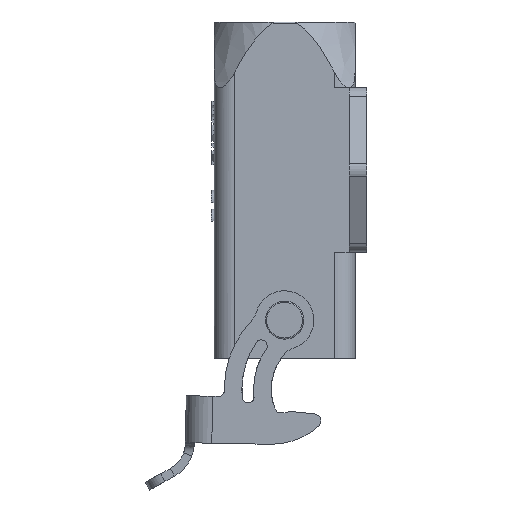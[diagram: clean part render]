
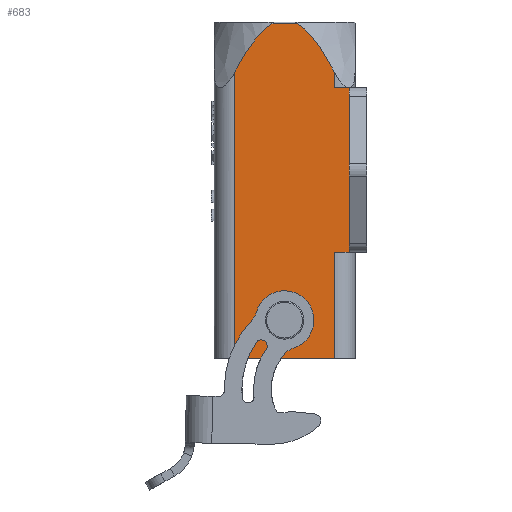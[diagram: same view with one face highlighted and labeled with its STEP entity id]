
A CAD part, left-side view. The second image highlights one B-rep face of the part: STEP entity #683.
In plain terms, the highlighted planar face has unit normal (-1, 0, 0).
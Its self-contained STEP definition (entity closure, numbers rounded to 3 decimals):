
#683=ADVANCED_FACE('NONE',(#1157,#1158),#846,.T.);
#846=PLANE('',#5437);
#1015=CIRCLE('',#5244,2.35);
#1083=CIRCLE('',#5436,2.35);
#1157=FACE_BOUND('',#1416,.T.);
#1158=FACE_BOUND('',#1417,.T.);
#1416=EDGE_LOOP('',(#2731,#2732));
#1417=EDGE_LOOP('',(#2733,#2734,#2735,#2736,#2737,#2738,#2739,#2740,#2741,
#2742));
#1524=B_SPLINE_CURVE_WITH_KNOTS('',3,(#8794,#8795,#8796,#8797,#8798,#8799,
#8800,#8801,#8802,#8803,#8804,#8805,#8806,#8807,#8808,#8809,#8810),
 .UNSPECIFIED.,.F.,.F.,(4,1,1,1,2,2,1,1,2,2,4),(0.,0.25,0.375,0.438,0.469,
0.5,0.625,0.688,0.719,
0.75,1.),.UNSPECIFIED.);
#1526=B_SPLINE_CURVE_WITH_KNOTS('',3,(#8831,#8832,#8833,#8834,#8835,#8836,
#8837,#8838,#8839,#8840,#8841,#8842,#8843,#8844,#8845,#8846),
 .UNSPECIFIED.,.F.,.F.,(4,2,2,2,1,1,2,2,4),(0.,0.125,0.187,
0.25,0.375,0.437,0.469,
0.5,1.),.UNSPECIFIED.);
#2731=ORIENTED_EDGE('',*,*,#4124,.F.);
#2732=ORIENTED_EDGE('',*,*,#3768,.F.);
#2733=ORIENTED_EDGE('',*,*,#4091,.T.);
#2734=ORIENTED_EDGE('',*,*,#4092,.T.);
#2735=ORIENTED_EDGE('',*,*,#4069,.T.);
#2736=ORIENTED_EDGE('',*,*,#4074,.T.);
#2737=ORIENTED_EDGE('',*,*,#4076,.T.);
#2738=ORIENTED_EDGE('',*,*,#4078,.T.);
#2739=ORIENTED_EDGE('',*,*,#4080,.T.);
#2740=ORIENTED_EDGE('',*,*,#4085,.T.);
#2741=ORIENTED_EDGE('',*,*,#4087,.T.);
#2742=ORIENTED_EDGE('',*,*,#4089,.T.);
#3201=VERTEX_POINT('',#7790);
#3202=VERTEX_POINT('',#7792);
#3408=VERTEX_POINT('',#8708);
#3409=VERTEX_POINT('',#8709);
#3410=VERTEX_POINT('',#8738);
#3411=VERTEX_POINT('',#8742);
#3412=VERTEX_POINT('',#8746);
#3413=VERTEX_POINT('',#8751);
#3414=VERTEX_POINT('',#8757);
#3415=VERTEX_POINT('',#8774);
#3416=VERTEX_POINT('',#8793);
#3417=VERTEX_POINT('',#8828);
#3768=EDGE_CURVE('NONE',#3201,#3202,#1015,.T.);
#4069=EDGE_CURVE('NONE',#3408,#3409,#4520,.T.);
#4074=EDGE_CURVE('NONE',#3409,#3410,#4522,.T.);
#4076=EDGE_CURVE('NONE',#3410,#3411,#4523,.T.);
#4078=EDGE_CURVE('NONE',#3411,#3412,#4525,.T.);
#4080=EDGE_CURVE('NONE',#3412,#3413,#4527,.T.);
#4085=EDGE_CURVE('NONE',#3413,#3414,#4530,.T.);
#4087=EDGE_CURVE('NONE',#3414,#3415,#4531,.T.);
#4089=EDGE_CURVE('NONE',#3415,#3416,#1524,.T.);
#4091=EDGE_CURVE('NONE',#3416,#3417,#4532,.T.);
#4092=EDGE_CURVE('NONE',#3417,#3408,#1526,.T.);
#4124=EDGE_CURVE('NONE',#3202,#3201,#1083,.T.);
#4520=LINE('',#8707,#4931);
#4522=LINE('',#8739,#4933);
#4523=LINE('',#8743,#4934);
#4525=LINE('',#8747,#4936);
#4527=LINE('',#8750,#4938);
#4530=LINE('',#8758,#4941);
#4531=LINE('',#8775,#4942);
#4532=LINE('',#8829,#4943);
#4931=VECTOR('',#6694,1.);
#4933=VECTOR('',#6702,1.);
#4934=VECTOR('',#6707,1.);
#4936=VECTOR('',#6711,1.);
#4938=VECTOR('',#6715,1.);
#4941=VECTOR('',#6724,1.);
#4942=VECTOR('',#6727,1.);
#4943=VECTOR('',#6732,1.);
#5244=AXIS2_PLACEMENT_3D('',#7791,#6178,#6179);
#5436=AXIS2_PLACEMENT_3D('',#8954,#6801,#6802);
#5437=AXIS2_PLACEMENT_3D('',#8955,#6803,#6804);
#6178=DIRECTION('',(-1.,0.,0.));
#6179=DIRECTION('',(0.,0.,1.));
#6694=DIRECTION('',(0.,0.,-1.));
#6702=DIRECTION('',(0.,-1.,0.));
#6707=DIRECTION('',(0.,0.,1.));
#6711=DIRECTION('',(0.,-1.,0.));
#6715=DIRECTION('',(0.,0.,1.));
#6724=DIRECTION('',(0.,1.,0.));
#6727=DIRECTION('',(0.,0.,1.));
#6732=DIRECTION('',(0.,1.,0.));
#6801=DIRECTION('',(-1.,0.,0.));
#6802=DIRECTION('',(0.,0.,1.));
#6803=DIRECTION('',(-1.,0.,0.));
#6804=DIRECTION('',(0.,0.,1.));
#7790=CARTESIAN_POINT('',(-12.,14.,-27.95));
#7791=CARTESIAN_POINT('',(-12.,14.,-25.6));
#7792=CARTESIAN_POINT('',(-12.,14.,-23.25));
#8707=CARTESIAN_POINT('',(-12.,22.5,-32.1));
#8708=CARTESIAN_POINT('',(-12.,22.5,16.67));
#8709=CARTESIAN_POINT('',(-12.,22.5,-32.1));
#8738=CARTESIAN_POINT('',(-12.,5.5,-32.1));
#8739=CARTESIAN_POINT('',(-12.,2.,-32.1));
#8742=CARTESIAN_POINT('',(-12.,5.5,-14.));
#8743=CARTESIAN_POINT('',(-12.,5.5,-32.1));
#8746=CARTESIAN_POINT('',(-12.,3.,-14.));
#8747=CARTESIAN_POINT('',(-12.,2.,-14.));
#8750=CARTESIAN_POINT('',(-12.,3.,-32.1));
#8751=CARTESIAN_POINT('',(-12.,3.,14.));
#8757=CARTESIAN_POINT('',(-12.,5.5,14.));
#8758=CARTESIAN_POINT('',(-12.,2.,14.));
#8774=CARTESIAN_POINT('',(-12.,5.5,16.67));
#8775=CARTESIAN_POINT('',(-12.,5.5,-32.1));
#8793=CARTESIAN_POINT('',(-12.,12.027,25.));
#8794=CARTESIAN_POINT('',(-12.,5.5,16.67));
#8795=CARTESIAN_POINT('',(-12.,5.982,17.581));
#8796=CARTESIAN_POINT('',(-12.,6.687,18.838));
#8797=CARTESIAN_POINT('',(-12.,7.48,20.11));
#8798=CARTESIAN_POINT('',(-12.,7.869,20.698));
#8799=CARTESIAN_POINT('',(-12.,8.034,20.94));
#8800=CARTESIAN_POINT('',(-12.,8.144,21.099));
#8801=CARTESIAN_POINT('',(-12.,8.181,21.152));
#8802=CARTESIAN_POINT('',(-12.,8.54,21.66));
#8803=CARTESIAN_POINT('',(-12.,8.965,22.224));
#8804=CARTESIAN_POINT('',(-12.,9.453,22.805));
#8805=CARTESIAN_POINT('',(-12.,9.66,23.037));
#8806=CARTESIAN_POINT('',(-12.,9.798,23.188));
#8807=CARTESIAN_POINT('',(-12.,9.846,23.241));
#8808=CARTESIAN_POINT('',(-12.,10.646,24.082));
#8809=CARTESIAN_POINT('',(-12.,11.344,24.637));
#8810=CARTESIAN_POINT('',(-12.,12.027,25.));
#8828=CARTESIAN_POINT('',(-12.,15.973,25.));
#8829=CARTESIAN_POINT('',(-12.,2.,25.));
#8831=CARTESIAN_POINT('',(-12.,15.973,25.));
#8832=CARTESIAN_POINT('',(-12.,16.335,24.807));
#8833=CARTESIAN_POINT('',(-12.,16.702,24.561));
#8834=CARTESIAN_POINT('',(-12.,17.258,24.11));
#8835=CARTESIAN_POINT('',(-12.,17.413,23.972));
#8836=CARTESIAN_POINT('',(-12.,17.734,23.672));
#8837=CARTESIAN_POINT('',(-12.,17.922,23.485));
#8838=CARTESIAN_POINT('',(-12.,18.333,23.053));
#8839=CARTESIAN_POINT('',(-12.,18.749,22.577));
#8840=CARTESIAN_POINT('',(-12.,19.244,21.943));
#8841=CARTESIAN_POINT('',(-12.,19.459,21.654));
#8842=CARTESIAN_POINT('',(-12.,19.602,21.458));
#8843=CARTESIAN_POINT('',(-12.,19.691,21.333));
#8844=CARTESIAN_POINT('',(-12.,20.618,20.023));
#8845=CARTESIAN_POINT('',(-12.,21.536,18.494));
#8846=CARTESIAN_POINT('',(-12.,22.5,16.67));
#8954=CARTESIAN_POINT('',(-12.,14.,-25.6));
#8955=CARTESIAN_POINT('',(-12.,2.,-32.1));
